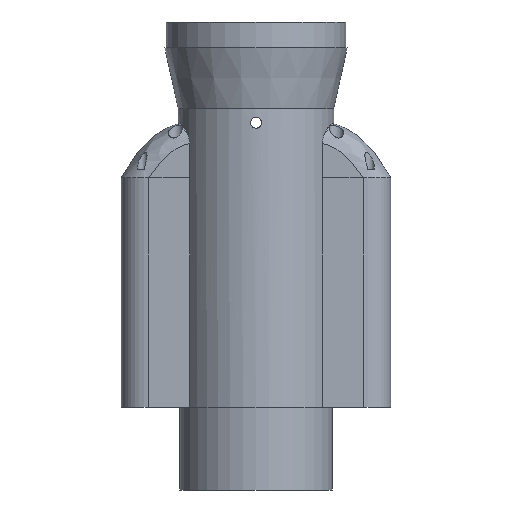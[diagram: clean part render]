
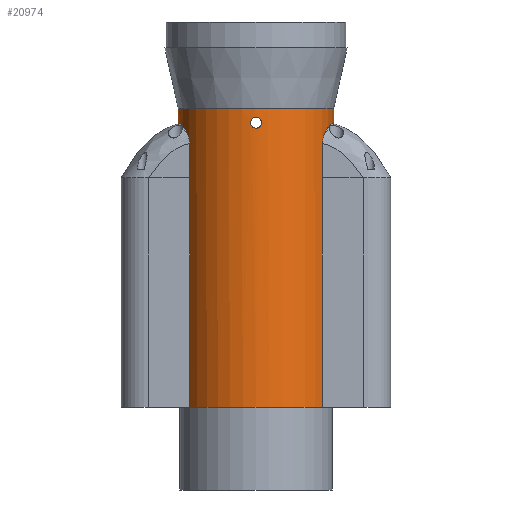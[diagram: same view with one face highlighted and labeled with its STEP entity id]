
A CAD part, front view. The second image highlights one B-rep face of the part: STEP entity #20974.
In plain terms, the highlighted cylindrical face has radius 28.15 mm (diameter 56.3 mm), a full revolution.
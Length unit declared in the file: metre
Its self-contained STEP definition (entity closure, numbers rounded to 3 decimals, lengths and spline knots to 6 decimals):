
#2426=LINE('',#43296,#4258);
#2427=LINE('',#43301,#4259);
#2428=LINE('',#43305,#4260);
#2429=LINE('',#43309,#4261);
#4258=VECTOR('',#27736,1.);
#4259=VECTOR('',#27739,1.);
#4260=VECTOR('',#27742,1.);
#4261=VECTOR('',#27745,1.);
#5161=B_SPLINE_CURVE_WITH_KNOTS('',3,(#43270,#43271,#43272,#43273,#43274,
#43275,#43276,#43277,#43278,#43279,#43280),.UNSPECIFIED.,.T.,.F.,(1,1,1,
1,1,1,1,1,1,1,1,1,1,1,1),(-0.004691,-0.003127,-0.001564,
0.,0.001564,0.003127,0.004691,
0.006254,0.007818,0.009381,0.010945,
0.012508,0.014072,0.015635,0.017199),
 .UNSPECIFIED.);
#5162=B_SPLINE_CURVE_WITH_KNOTS('',3,(#43282,#43283,#43284,#43285,#43286,
#43287,#43288,#43289,#43290,#43291,#43292),.UNSPECIFIED.,.T.,.F.,(1,1,1,
1,1,1,1,1,1,1,1,1,1,1,1),(-0.004691,-0.003127,-0.001564,
0.,0.001564,0.003127,0.004691,
0.006254,0.007818,0.009381,0.010945,
0.012508,0.014072,0.015635,0.017199),
 .UNSPECIFIED.);
#10511=ORIENTED_EDGE('',*,*,#14074,.T.);
#10512=ORIENTED_EDGE('',*,*,#14075,.T.);
#10513=ORIENTED_EDGE('',*,*,#14076,.F.);
#10514=ORIENTED_EDGE('',*,*,#14077,.F.);
#10515=ORIENTED_EDGE('',*,*,#14078,.T.);
#10516=ORIENTED_EDGE('',*,*,#14079,.T.);
#10517=ORIENTED_EDGE('',*,*,#14080,.T.);
#10518=ORIENTED_EDGE('',*,*,#14081,.F.);
#10519=ORIENTED_EDGE('',*,*,#14082,.T.);
#10520=ORIENTED_EDGE('',*,*,#14083,.T.);
#10521=ORIENTED_EDGE('',*,*,#14084,.T.);
#14074=EDGE_CURVE('',#16555,#16555,#5161,.T.);
#14075=EDGE_CURVE('',#16556,#16556,#5162,.T.);
#14076=EDGE_CURVE('',#16557,#16557,#17414,.T.);
#14077=EDGE_CURVE('',#16558,#16559,#2426,.T.);
#14078=EDGE_CURVE('',#16558,#16560,#17415,.T.);
#14079=EDGE_CURVE('',#16560,#16561,#2427,.T.);
#14080=EDGE_CURVE('',#16561,#16562,#17416,.T.);
#14081=EDGE_CURVE('',#16563,#16562,#2428,.T.);
#14082=EDGE_CURVE('',#16563,#16564,#17417,.T.);
#14083=EDGE_CURVE('',#16564,#16565,#2429,.T.);
#14084=EDGE_CURVE('',#16565,#16559,#17418,.T.);
#16555=VERTEX_POINT('',#43281);
#16556=VERTEX_POINT('',#43293);
#16557=VERTEX_POINT('',#43295);
#16558=VERTEX_POINT('',#43297);
#16559=VERTEX_POINT('',#43298);
#16560=VERTEX_POINT('',#43300);
#16561=VERTEX_POINT('',#43302);
#16562=VERTEX_POINT('',#43304);
#16563=VERTEX_POINT('',#43306);
#16564=VERTEX_POINT('',#43308);
#16565=VERTEX_POINT('',#43310);
#17414=CIRCLE('',#23335,0.02815);
#17415=CIRCLE('',#23336,0.02815);
#17416=CIRCLE('',#23337,0.02815);
#17417=CIRCLE('',#23338,0.02815);
#17418=CIRCLE('',#23339,0.02815);
#18451=EDGE_LOOP('',(#10511));
#18452=EDGE_LOOP('',(#10512));
#18453=EDGE_LOOP('',(#10513));
#18454=EDGE_LOOP('',(#10514,#10515,#10516,#10517,#10518,#10519,#10520,#10521));
#19680=FACE_BOUND('',#18451,.T.);
#19681=FACE_BOUND('',#18452,.T.);
#19682=FACE_BOUND('',#18453,.T.);
#19683=FACE_BOUND('',#18454,.T.);
#20151=CYLINDRICAL_SURFACE('',#23334,0.02815);
#20974=ADVANCED_FACE('',(#19680,#19681,#19682,#19683),#20151,.T.);
#23334=AXIS2_PLACEMENT_3D('',#43269,#27732,#27733);
#23335=AXIS2_PLACEMENT_3D('',#43294,#27734,#27735);
#23336=AXIS2_PLACEMENT_3D('',#43299,#27737,#27738);
#23337=AXIS2_PLACEMENT_3D('',#43303,#27740,#27741);
#23338=AXIS2_PLACEMENT_3D('',#43307,#27743,#27744);
#23339=AXIS2_PLACEMENT_3D('',#43311,#27746,#27747);
#27732=DIRECTION('',(0.,0.,-1.));
#27733=DIRECTION('',(-1.,0.,0.));
#27734=DIRECTION('',(0.,0.,1.));
#27735=DIRECTION('',(1.,0.,0.));
#27736=DIRECTION('',(0.,0.,1.));
#27737=DIRECTION('',(0.,0.,1.));
#27738=DIRECTION('',(1.,0.,0.));
#27739=DIRECTION('',(0.,0.,1.));
#27740=DIRECTION('',(0.,0.,1.));
#27741=DIRECTION('',(1.,0.,0.));
#27742=DIRECTION('',(0.,0.,1.));
#27743=DIRECTION('',(0.,0.,1.));
#27744=DIRECTION('',(1.,0.,0.));
#27745=DIRECTION('',(0.,0.,1.));
#27746=DIRECTION('',(0.,0.,1.));
#27747=DIRECTION('',(-1.,0.,0.));
#43269=CARTESIAN_POINT('',(0.,0.,0.036));
#43270=CARTESIAN_POINT('',(-0.001569,0.028114,0.131434));
#43271=CARTESIAN_POINT('',(0.,0.028168,0.130783));
#43272=CARTESIAN_POINT('',(0.001567,0.028114,0.131434));
#43273=CARTESIAN_POINT('',(0.002216,0.028061,0.132998));
#43274=CARTESIAN_POINT('',(0.001568,0.028114,0.134567));
#43275=CARTESIAN_POINT('',(0.,0.028168,0.135216));
#43276=CARTESIAN_POINT('',(-0.001565,0.028115,0.134569));
#43277=CARTESIAN_POINT('',(-0.002216,0.028061,0.133002));
#43278=CARTESIAN_POINT('',(-0.001569,0.028114,0.131434));
#43279=CARTESIAN_POINT('',(0.,0.028168,0.130783));
#43280=CARTESIAN_POINT('',(0.001567,0.028114,0.131434));
#43281=CARTESIAN_POINT('',(0.,0.02815,0.131));
#43282=CARTESIAN_POINT('',(0.001569,-0.028114,0.131434));
#43283=CARTESIAN_POINT('',(0.,-0.028168,0.130783));
#43284=CARTESIAN_POINT('',(-0.001567,-0.028114,0.131434));
#43285=CARTESIAN_POINT('',(-0.002216,-0.028061,0.132998));
#43286=CARTESIAN_POINT('',(-0.001568,-0.028114,0.134567));
#43287=CARTESIAN_POINT('',(0.,-0.028168,0.135216));
#43288=CARTESIAN_POINT('',(0.001565,-0.028115,0.134569));
#43289=CARTESIAN_POINT('',(0.002216,-0.028061,0.133002));
#43290=CARTESIAN_POINT('',(0.001569,-0.028114,0.131434));
#43291=CARTESIAN_POINT('',(0.,-0.028168,0.130783));
#43292=CARTESIAN_POINT('',(-0.001567,-0.028114,0.131434));
#43293=CARTESIAN_POINT('',(0.,-0.02815,0.131));
#43294=CARTESIAN_POINT('',(0.,0.,0.138));
#43295=CARTESIAN_POINT('',(0.02815,0.,0.138));
#43296=CARTESIAN_POINT('',(0.024049,0.014632,0.029998));
#43297=CARTESIAN_POINT('',(0.024049,0.014632,0.03));
#43298=CARTESIAN_POINT('',(0.024049,0.014632,0.113));
#43299=CARTESIAN_POINT('',(0.,0.,0.03));
#43300=CARTESIAN_POINT('',(-0.024049,0.014632,0.03));
#43301=CARTESIAN_POINT('',(-0.024049,0.014632,0.029998));
#43302=CARTESIAN_POINT('',(-0.024049,0.014632,0.113));
#43303=CARTESIAN_POINT('',(0.,0.,0.113));
#43304=CARTESIAN_POINT('',(-0.024049,-0.014632,0.113));
#43305=CARTESIAN_POINT('',(-0.024049,-0.014632,0.029998));
#43306=CARTESIAN_POINT('',(-0.024049,-0.014632,0.03));
#43307=CARTESIAN_POINT('',(0.,0.,0.03));
#43308=CARTESIAN_POINT('',(0.024049,-0.014632,0.03));
#43309=CARTESIAN_POINT('',(0.024049,-0.014632,0.029998));
#43310=CARTESIAN_POINT('',(0.024049,-0.014632,0.113));
#43311=CARTESIAN_POINT('',(0.,0.,0.113));
